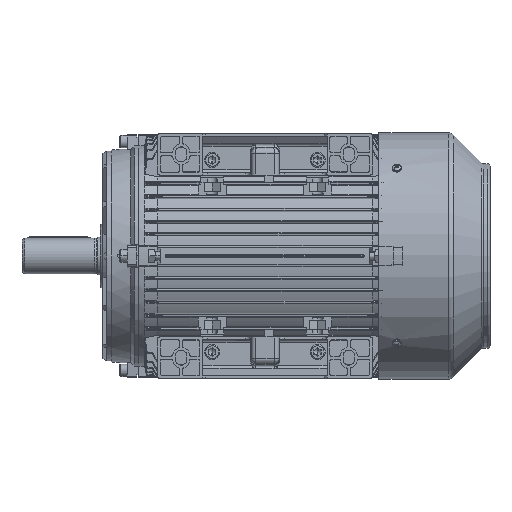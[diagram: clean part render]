
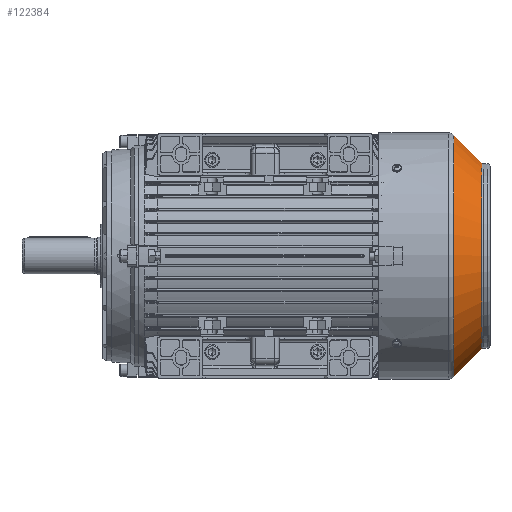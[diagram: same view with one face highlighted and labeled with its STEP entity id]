
A CAD part, front view. The second image highlights one B-rep face of the part: STEP entity #122384.
In plain terms, the highlighted conical face has half-angle 45 degrees and reference radius 98.586 mm.
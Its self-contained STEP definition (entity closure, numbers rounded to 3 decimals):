
#1790 = FACE_OUTER_BOUND ( 'NONE', #122547, .T. ) ;
#1793 = CONICAL_SURFACE ( 'NONE', #1841, 98.586, 0.785 ) ;
#1832 = DIRECTION ( 'NONE',  ( 0., 0., 1. ) ) ;
#1833 = DIRECTION ( 'NONE',  ( -1., 0., 0. ) ) ;
#1840 = CARTESIAN_POINT ( 'NONE',  ( 109.414, 0., 0. ) ) ;
#1841 = AXIS2_PLACEMENT_3D ( 'NONE', #1840, #1833, #1832 ) ;
#1997 = DIRECTION ( 'NONE',  ( 0., 0., 1. ) ) ;
#1998 = DIRECTION ( 'NONE',  ( -1., 0., 0. ) ) ;
#1999 = CARTESIAN_POINT ( 'NONE',  ( 79.593, 0., 0. ) ) ;
#2000 = AXIS2_PLACEMENT_3D ( 'NONE', #1999, #1998, #1997 ) ;
#2007 = CIRCLE ( 'NONE', #2000, 128.407 ) ;
#86046 = CIRCLE ( 'NONE', #86177, 98.586 ) ;
#86054 = DIRECTION ( 'NONE',  ( -0.707, 0., 0.707 ) ) ;
#86055 = VECTOR ( 'NONE', #86054, 1000. ) ;
#86058 = CARTESIAN_POINT ( 'NONE',  ( 109.414, 0., 98.586 ) ) ;
#86089 = LINE ( 'NONE', #86058, #86055 ) ;
#86092 = DIRECTION ( 'NONE',  ( -0.707, 0., -0.707 ) ) ;
#86094 = VECTOR ( 'NONE', #86092, 1000. ) ;
#86096 = CARTESIAN_POINT ( 'NONE',  ( 109.414, 0., -98.586 ) ) ;
#86104 = LINE ( 'NONE', #86096, #86094 ) ;
#86132 = CARTESIAN_POINT ( 'NONE',  ( 79.593, 0., -128.407 ) ) ;
#86134 = CARTESIAN_POINT ( 'NONE',  ( 79.593, 0., 128.407 ) ) ;
#86173 = DIRECTION ( 'NONE',  ( 0., 0., 1. ) ) ;
#86175 = DIRECTION ( 'NONE',  ( -1., 0., 0. ) ) ;
#86176 = CARTESIAN_POINT ( 'NONE',  ( 109.414, 0., 0. ) ) ;
#86177 = AXIS2_PLACEMENT_3D ( 'NONE', #86176, #86175, #86173 ) ;
#86517 = CARTESIAN_POINT ( 'NONE',  ( 109.414, 0., -98.586 ) ) ;
#86519 = CARTESIAN_POINT ( 'NONE',  ( 109.414, 0., 98.586 ) ) ;
#95619 = EDGE_CURVE ( 'NONE', #95700, #95634, #86104, .T. ) ;
#95622 = EDGE_CURVE ( 'NONE', #95699, #95633, #86089, .T. ) ;
#95626 = EDGE_CURVE ( 'NONE', #95700, #95699, #86046, .T. ) ;
#95633 = VERTEX_POINT ( 'NONE', #86134 ) ;
#95634 = VERTEX_POINT ( 'NONE', #86132 ) ;
#95699 = VERTEX_POINT ( 'NONE', #86519 ) ;
#95700 = VERTEX_POINT ( 'NONE', #86517 ) ;
#122384 = ADVANCED_FACE ( 'NONE', ( #1790 ), #1793, .T. ) ;
#122547 = EDGE_LOOP ( 'NONE', ( #122558, #122563, #122569, #122575 ) ) ;
#122558 = ORIENTED_EDGE ( 'NONE', *, *, #95619, .F. ) ;
#122563 = ORIENTED_EDGE ( 'NONE', *, *, #95626, .T. ) ;
#122569 = ORIENTED_EDGE ( 'NONE', *, *, #95622, .T. ) ;
#122575 = ORIENTED_EDGE ( 'NONE', *, *, #122579, .F. ) ;
#122579 = EDGE_CURVE ( 'NONE', #95634, #95633, #2007, .T. ) ;
